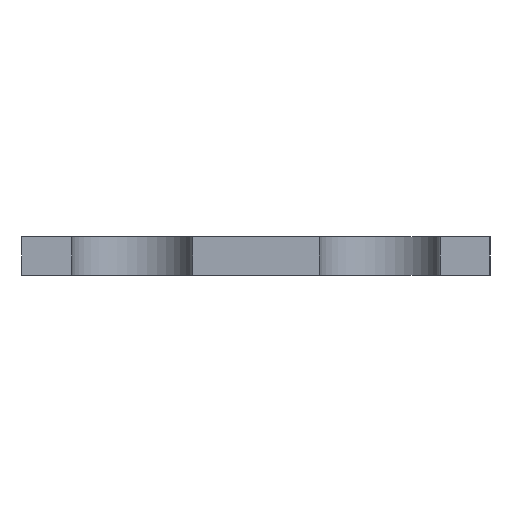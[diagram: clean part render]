
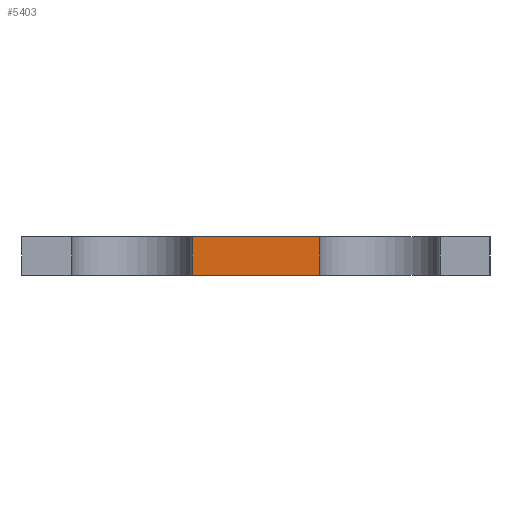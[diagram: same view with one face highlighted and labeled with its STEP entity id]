
A CAD part, left-side view. The second image highlights one B-rep face of the part: STEP entity #5403.
In plain terms, the highlighted planar face has unit normal (-1, 0, 0).
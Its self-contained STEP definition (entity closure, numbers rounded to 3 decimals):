
#95=PLANE($,#6051);
#97=LINE($,#7683,#421);
#104=LINE($,#7724,#428);
#418=LINE($,#9153,#742);
#420=LINE($,#9175,#744);
#421=VECTOR($,#6069,1.2);
#428=VECTOR($,#6108,1.2);
#742=VECTOR($,#7636,3.995);
#744=VECTOR($,#7666,3.995);
#1341=FACE_OUTER_BOUND($,#1830,.T.);
#1830=EDGE_LOOP($,(#4674,#4675,#4676,#4677));
#2319=VERTEX_POINT($,#7681);
#2320=VERTEX_POINT($,#7682);
#2337=VERTEX_POINT($,#7721);
#2338=VERTEX_POINT($,#7723);
#2857=EDGE_CURVE($,#2319,#2320,#97,.T.);
#2875=EDGE_CURVE($,#2338,#2337,#104,.T.);
#3542=EDGE_CURVE($,#2320,#2338,#418,.T.);
#3550=EDGE_CURVE($,#2319,#2337,#420,.T.);
#4674=ORIENTED_EDGE($,*,*,#2857,.T.);
#4675=ORIENTED_EDGE($,*,*,#3542,.T.);
#4676=ORIENTED_EDGE($,*,*,#2875,.T.);
#4677=ORIENTED_EDGE($,*,*,#3550,.F.);
#5403=ADVANCED_FACE($,(#1341),#95,.T.);
#6051=AXIS2_PLACEMENT_3D($,#9174,#7664,#7665);
#6069=DIRECTION($,(0.,0.,1.));
#6108=DIRECTION($,(0.,0.,-1.));
#7636=DIRECTION($,(0.,1.,0.));
#7664=DIRECTION('center_axis',(-1.,0.,0.));
#7665=DIRECTION('ref_axis',(0.,0.,1.));
#7666=DIRECTION($,(0.,1.,0.));
#7681=CARTESIAN_POINT('',(-83.3,-1.998,0.));
#7682=CARTESIAN_POINT('',(-83.3,-1.998,1.2));
#7683=CARTESIAN_POINT($,(-83.3,-1.998,-166.055));
#7721=CARTESIAN_POINT('',(-83.3,1.998,0.));
#7723=CARTESIAN_POINT('',(-83.3,1.998,1.2));
#7724=CARTESIAN_POINT($,(-83.3,1.998,-166.055));
#9153=CARTESIAN_POINT($,(-83.3,-7.37,1.2));
#9174=CARTESIAN_POINT('Origin',(-83.3,-7.37,0.));
#9175=CARTESIAN_POINT($,(-83.3,-7.37,0.));
